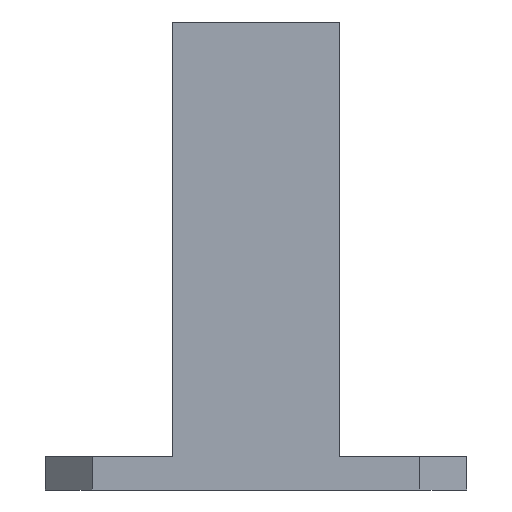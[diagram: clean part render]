
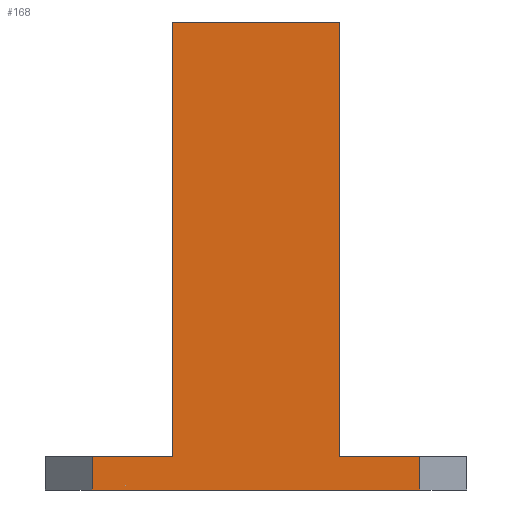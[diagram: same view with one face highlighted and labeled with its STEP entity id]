
A CAD part, left-side view. The second image highlights one B-rep face of the part: STEP entity #168.
In plain terms, the highlighted planar face has unit normal (-1, 0, 0).
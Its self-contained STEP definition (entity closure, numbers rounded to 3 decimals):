
#168 = ADVANCED_FACE( '', ( #1308 ), #1309, .F. );
#1308 = FACE_OUTER_BOUND( '', #3383, .T. );
#1309 = PLANE( '', #3384 );
#3383 = EDGE_LOOP( '', ( #6217, #6218, #6219, #6220, #6221, #6222, #6223, #6224 ) );
#3384 = AXIS2_PLACEMENT_3D( '', #6225, #6226, #6227 );
#6217 = ORIENTED_EDGE( '', *, *, #10271, .F. );
#6218 = ORIENTED_EDGE( '', *, *, #9759, .T. );
#6219 = ORIENTED_EDGE( '', *, *, #10238, .T. );
#6220 = ORIENTED_EDGE( '', *, *, #9453, .T. );
#6221 = ORIENTED_EDGE( '', *, *, #10272, .F. );
#6222 = ORIENTED_EDGE( '', *, *, #10071, .F. );
#6223 = ORIENTED_EDGE( '', *, *, #10270, .F. );
#6224 = ORIENTED_EDGE( '', *, *, #10214, .T. );
#6225 = CARTESIAN_POINT( '', ( -315., 315., 50. ) );
#6226 = DIRECTION( '', ( 1., 0., 0. ) );
#6227 = DIRECTION( '', ( 0., 1., 0. ) );
#9453 = EDGE_CURVE( '', #10793, #10790, #10794, .T. );
#9759 = EDGE_CURVE( '', #11328, #11332, #11334, .T. );
#10071 = EDGE_CURVE( '', #11907, #11909, #11910, .T. );
#10214 = EDGE_CURVE( '', #12194, #12195, #12196, .T. );
#10238 = EDGE_CURVE( '', #11332, #10793, #12241, .T. );
#10270 = EDGE_CURVE( '', #12194, #11907, #12298, .T. );
#10271 = EDGE_CURVE( '', #11328, #12195, #12299, .T. );
#10272 = EDGE_CURVE( '', #11909, #10790, #12300, .T. );
#10790 = VERTEX_POINT( '', #13034 );
#10793 = VERTEX_POINT( '', #13038 );
#10794 = LINE( '', #13039, #13040 );
#11328 = VERTEX_POINT( '', #14368 );
#11332 = VERTEX_POINT( '', #14374 );
#11334 = LINE( '', #14377, #14378 );
#11907 = VERTEX_POINT( '', #15014 );
#11909 = VERTEX_POINT( '', #15017 );
#11910 = LINE( '', #15018, #15019 );
#12194 = VERTEX_POINT( '', #15304 );
#12195 = VERTEX_POINT( '', #15305 );
#12196 = LINE( '', #15306, #15307 );
#12241 = LINE( '', #15362, #15363 );
#12298 = LINE( '', #15434, #15435 );
#12299 = LINE( '', #15436, #15437 );
#12300 = LINE( '', #15438, #15439 );
#13034 = CARTESIAN_POINT( '', ( -315., -245., 50. ) );
#13038 = CARTESIAN_POINT( '', ( -315., -245., 0. ) );
#13039 = CARTESIAN_POINT( '', ( -315., -245., 50. ) );
#13040 = VECTOR( '', #16276, 1000. );
#14368 = CARTESIAN_POINT( '', ( -315., 245., 50. ) );
#14374 = CARTESIAN_POINT( '', ( -315., 245., 0. ) );
#14377 = CARTESIAN_POINT( '', ( -315., 245., 50. ) );
#14378 = VECTOR( '', #16774, 1000. );
#15014 = CARTESIAN_POINT( '', ( -315., -125., 700. ) );
#15017 = CARTESIAN_POINT( '', ( -315., -125., 50. ) );
#15018 = CARTESIAN_POINT( '', ( -315., -125., 700. ) );
#15019 = VECTOR( '', #17580, 1000. );
#15304 = CARTESIAN_POINT( '', ( -315., 125., 700. ) );
#15305 = CARTESIAN_POINT( '', ( -315., 125., 50. ) );
#15306 = CARTESIAN_POINT( '', ( -315., 125., 700. ) );
#15307 = VECTOR( '', #18005, 1000. );
#15362 = CARTESIAN_POINT( '', ( -315., 315., 0. ) );
#15363 = VECTOR( '', #18055, 1000. );
#15434 = CARTESIAN_POINT( '', ( -315., 125., 700. ) );
#15435 = VECTOR( '', #18121, 1000. );
#15436 = CARTESIAN_POINT( '', ( -315., 315., 50. ) );
#15437 = VECTOR( '', #18122, 1000. );
#15438 = CARTESIAN_POINT( '', ( -315., 315., 50. ) );
#15439 = VECTOR( '', #18123, 1000. );
#16276 = DIRECTION( '', ( 0., 0., 1. ) );
#16774 = DIRECTION( '', ( 0., 0., -1. ) );
#17580 = DIRECTION( '', ( 0., 0., -1. ) );
#18005 = DIRECTION( '', ( 0., 0., -1. ) );
#18055 = DIRECTION( '', ( 0., -1., 0. ) );
#18121 = DIRECTION( '', ( 0., -1., 0. ) );
#18122 = DIRECTION( '', ( 0., -1., 0. ) );
#18123 = DIRECTION( '', ( 0., -1., 0. ) );
